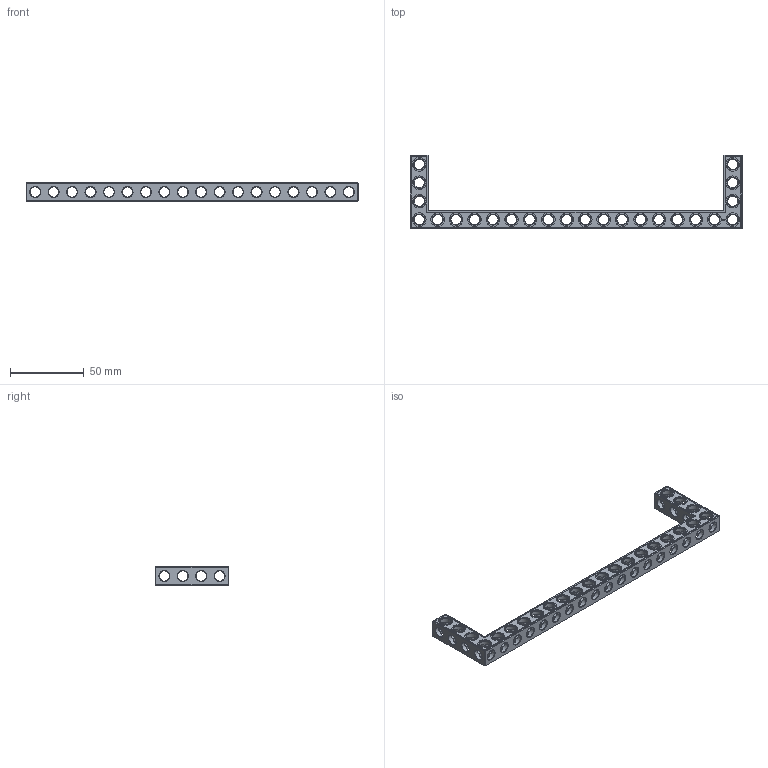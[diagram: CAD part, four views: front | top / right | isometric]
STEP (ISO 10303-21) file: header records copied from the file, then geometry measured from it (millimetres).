
FILE_DESCRIPTION(('FreeCAD Model'),'2;1');
FILE_NAME('Open CASCADE Shape Model','2022-03-06T17:55:44',('Author'),( ''),'Open CASCADE STEP processor 7.5','FreeCAD','Unknown');
FILE_SCHEMA(('AUTOMOTIVE_DESIGN { 1 0 10303 214 1 1 1 1 }'));
Products named in the file (1): Beam AGD ESS USH SYM BU18x04x01 - SPN-BEM-0596 (stemfie.org)
Bounding box: 225 x 50 x 12.5 mm (x, y, z)
Volume: 23438 mm3; surface area: 21018 mm2
Topology: 1 solids, 1 shells, 829 faces, 2485 edges, 1620 vertices
Faces by surface type: plane 392, extrusion 194, cylinder 145, cone 98
Full cylindrical faces by diameter (mm): 6.98 x10, 7 x111, 9.2 x24
Entity records: 97316 total; most frequent: CARTESIAN_POINT 50711, DIRECTION 7555, ORIENTED_EDGE 4970, PCURVE 4970, DEFINITIONAL_REPRESENTATION 4970, VECTOR 4929, LINE 4735, EDGE_CURVE 2485
